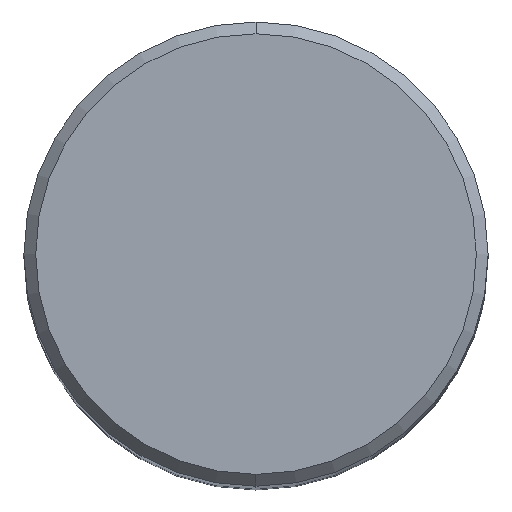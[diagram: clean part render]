
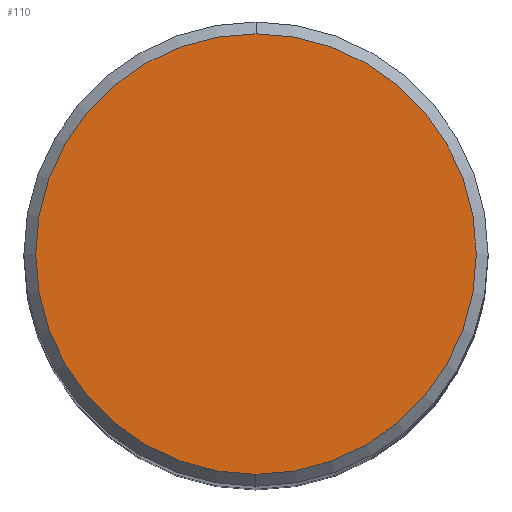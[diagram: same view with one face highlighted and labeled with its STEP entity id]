
A CAD part, top view. The second image highlights one B-rep face of the part: STEP entity #110.
In plain terms, the highlighted planar face has unit normal (0, 0, 1).
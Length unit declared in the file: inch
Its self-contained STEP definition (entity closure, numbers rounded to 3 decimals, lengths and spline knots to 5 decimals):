
#25 = AXIS2_PLACEMENT_3D ( 'NONE', #42, #386, #133 ) ;
#42 = CARTESIAN_POINT ( 'NONE',  ( 0., 0., 0. ) ) ;
#48 = CIRCLE ( 'NONE', #387, 0.3737 ) ;
#84 = CARTESIAN_POINT ( 'NONE',  ( 0., 0., 0. ) ) ;
#93 = ORIENTED_EDGE ( 'NONE', *, *, #395, .T. ) ;
#100 = DIRECTION ( 'NONE',  ( 0., 0., -1. ) ) ;
#110 = ADVANCED_FACE ( 'NONE', ( #379 ), #281, .F. ) ;
#115 = VERTEX_POINT ( 'NONE', #215 ) ;
#121 = VERTEX_POINT ( 'NONE', #408 ) ;
#133 = DIRECTION ( 'NONE',  ( 0., -1., 0. ) ) ;
#177 = DIRECTION ( 'NONE',  ( 0., -1., 0. ) ) ;
#215 = CARTESIAN_POINT ( 'NONE',  ( 0., 0.3737, 0. ) ) ;
#255 = DIRECTION ( 'NONE',  ( 0., 1., 0. ) ) ;
#256 = ORIENTED_EDGE ( 'NONE', *, *, #346, .T. ) ;
#281 = PLANE ( 'NONE',  #358 ) ;
#315 = CARTESIAN_POINT ( 'NONE',  ( 0., 0.3737, 0. ) ) ;
#346 = EDGE_CURVE ( 'NONE', #121, #115, #378, .T. ) ;
#358 = AXIS2_PLACEMENT_3D ( 'NONE', #315, #100, #255 ) ;
#361 = DIRECTION ( 'NONE',  ( 0., 0., 1. ) ) ;
#378 = CIRCLE ( 'NONE', #25, 0.3737 ) ;
#379 = FACE_OUTER_BOUND ( 'NONE', #392, .T. ) ;
#386 = DIRECTION ( 'NONE',  ( 0., 0., 1. ) ) ;
#387 = AXIS2_PLACEMENT_3D ( 'NONE', #84, #361, #177 ) ;
#392 = EDGE_LOOP ( 'NONE', ( #93, #256 ) ) ;
#395 = EDGE_CURVE ( 'NONE', #115, #121, #48, .T. ) ;
#408 = CARTESIAN_POINT ( 'NONE',  ( 0., -0.3737, 0. ) ) ;
